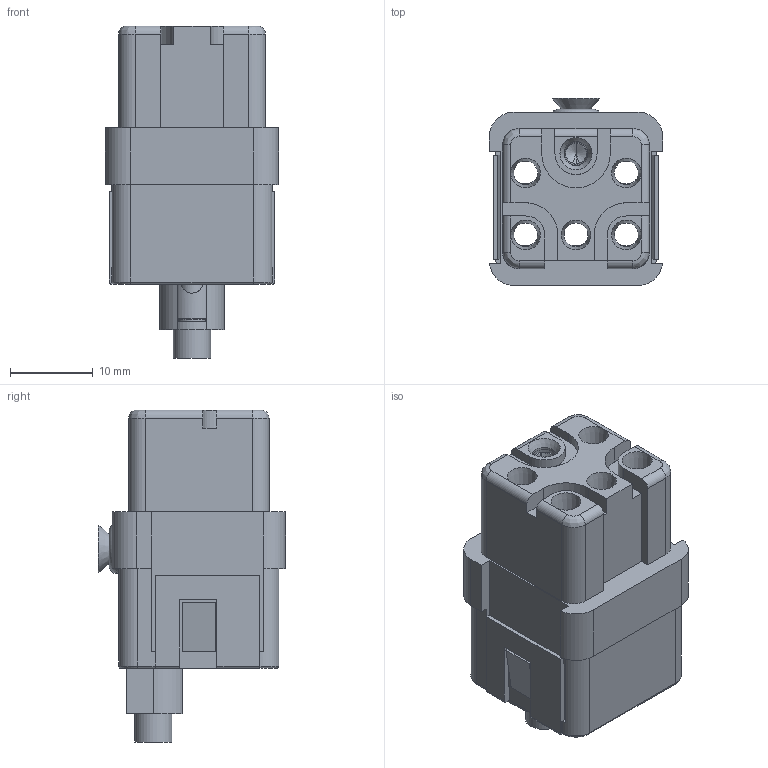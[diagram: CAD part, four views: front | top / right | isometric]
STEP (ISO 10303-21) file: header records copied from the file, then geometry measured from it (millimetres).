
FILE_DESCRIPTION(/* description */ (''),/* implementation_level */ '2;1');
FILE_NAME(/* name */ 'HQ-005&0-FC.stp',/* time_stamp */ '2023-07-13T17:23:32+08:00',/* author */ (''),/* organization */ (''),/* preprocessor_version */ 'ST-DEVELOPER v16',/* originating_system */ 'SIEMENS PLM Software NX 10.0',/* authorisation */ '');
FILE_SCHEMA (('AUTOMOTIVE_DESIGN { 1 0 10303 214 3 1 1 1 }'));
Length unit declared in the file: millimetre
Products named in the file (1): Admi1B7C805Fmc11
Bounding box: 21 x 22.65 x 40.2 mm (x, y, z)
Volume: 7483 mm3; surface area: 8530.6 mm2
Topology: 1 solids, 2 shells, 451 faces, 1248 edges, 812 vertices
Faces by surface type: plane 277, cylinder 89, bspline 36, cone 34, torus 15
Full cylindrical faces by diameter (mm): 2.6 x3, 2.7 x1, 2.9 x2, 3.2 x1, 3.5 x1, 4.5 x1, 4.7 x1, 4.8 x5, 5.7 x1
Entity records: 19288 total; most frequent: CARTESIAN_POINT 8206, ORIENTED_EDGE 2404, DIRECTION 2147, EDGE_CURVE 1202, VERTEX_POINT 799, AXIS2_PLACEMENT_3D 732, LINE 683, VECTOR 683
